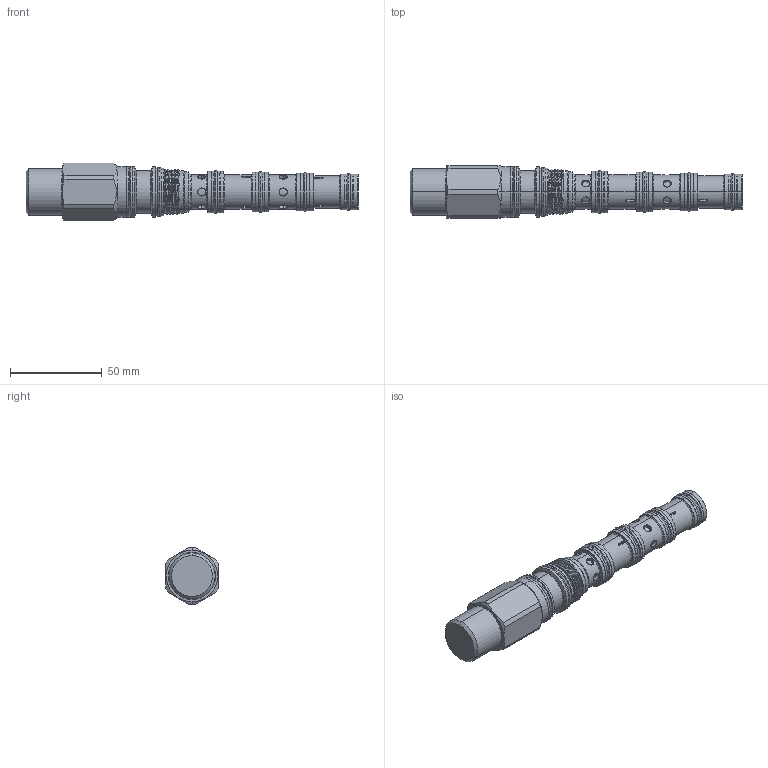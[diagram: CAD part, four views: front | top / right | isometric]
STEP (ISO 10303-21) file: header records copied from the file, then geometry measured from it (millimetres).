
FILE_DESCRIPTION (( 'STEP AP203' ), '1' );
FILE_NAME ('PDD52A6P24-N-028.STEP', '2020-03-19T01:20:49', ( '' ), ( '' ), 'SwSTEP 2.0', 'SolidWorks 2018', '' );
FILE_SCHEMA (( 'CONFIG_CONTROL_DESIGN' ));
Length unit declared in the file: millimetre
Products named in the file (1): PDD52A6P24-N-028
Bounding box: 181.3 x 28.57 x 31.6 mm (x, y, z)
Volume: 76489 mm3; surface area: 21798.8 mm2
Topology: 8 solids, 8 shells, 382 faces, 851 edges, 534 vertices
Faces by surface type: cylinder 198, plane 92, torus 55, cone 35, bspline 2
Entity records: 13003 total; most frequent: CARTESIAN_POINT 4428, DIRECTION 1854, ORIENTED_EDGE 1698, EDGE_CURVE 849, AXIS2_PLACEMENT_3D 776, VERTEX_POINT 534, EDGE_LOOP 447, CIRCLE 395
